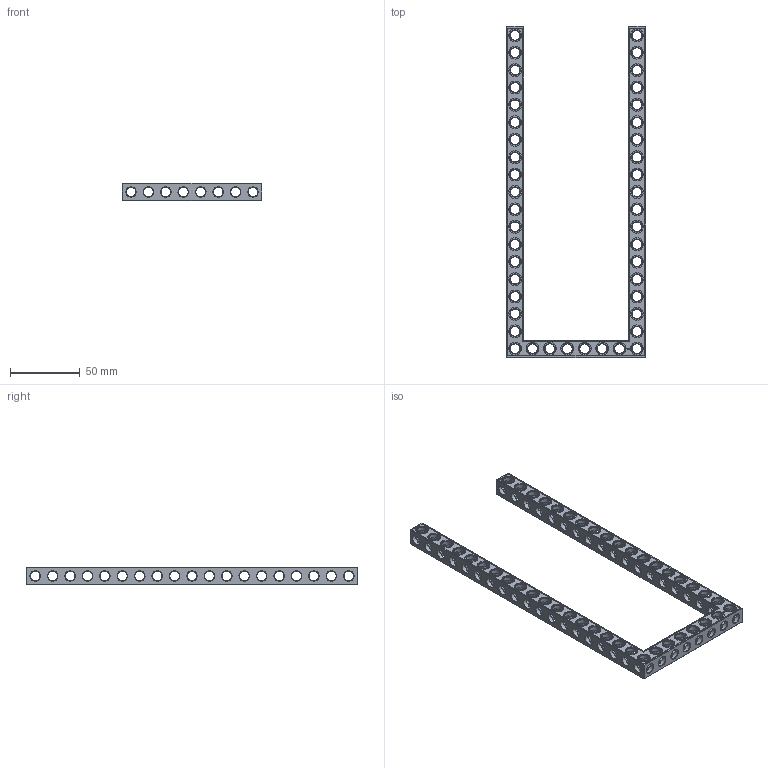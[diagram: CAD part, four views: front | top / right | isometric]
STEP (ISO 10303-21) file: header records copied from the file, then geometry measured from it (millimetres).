
FILE_DESCRIPTION(('FreeCAD Model'),'2;1');
FILE_NAME('Open CASCADE Shape Model','2022-02-23T22:01:37',( 'Paulo Kiefe'),('STEMFIE.org'),'Open CASCADE STEP processor 7.5', 'FreeCAD','Unknown');
FILE_SCHEMA(('AUTOMOTIVE_DESIGN { 1 0 10303 214 1 1 1 1 }'));
Products named in the file (1): Beam AGD ESS USH SYM BU08x19x01 - SPN-BEM-0421 (stemfie.org)
Bounding box: 100 x 237.5 x 12.5 mm (x, y, z)
Volume: 43003.8 mm3; surface area: 38357.2 mm2
Topology: 1 solids, 1 shells, 993 faces, 3045 edges, 1955 vertices
Faces by surface type: plane 430, cylinder 265, cone 178, extrusion 120
Full cylindrical faces by diameter (mm): 6.98 x40, 7 x181, 9.2 x44
Entity records: 261642 total; most frequent: CARTESIAN_POINT 204961, DIRECTION 9207, ORIENTED_EDGE 6090, PCURVE 6090, DEFINITIONAL_REPRESENTATION 6090, VECTOR 5615, LINE 5495, EDGE_CURVE 3045
